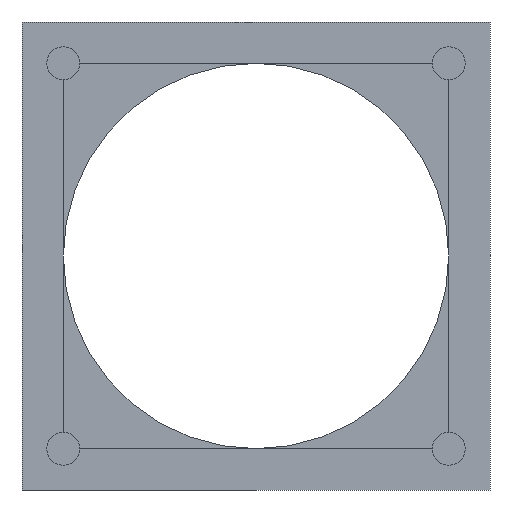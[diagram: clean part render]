
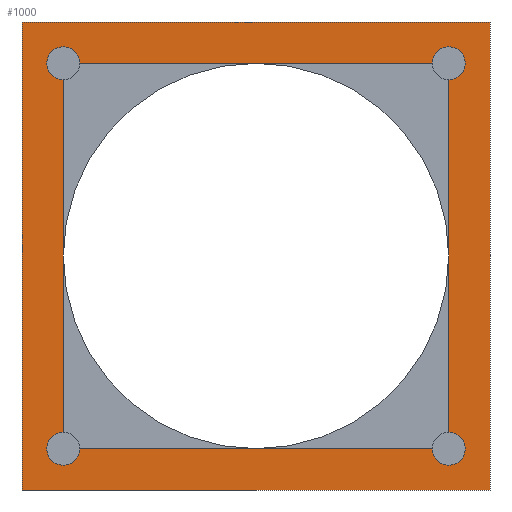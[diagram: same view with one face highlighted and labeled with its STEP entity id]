
A CAD part, front view. The second image highlights one B-rep face of the part: STEP entity #1000.
In plain terms, the highlighted planar face has unit normal (0, -1, 0).
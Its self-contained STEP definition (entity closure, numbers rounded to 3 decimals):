
#22 = LINE ( 'NONE', #675, #99 ) ;
#23 = CARTESIAN_POINT ( 'NONE',  ( -3.5, 0., 3.5 ) ) ;
#29 = VERTEX_POINT ( 'NONE', #784 ) ;
#36 = CIRCLE ( 'NONE', #462, 0.3 ) ;
#37 = DIRECTION ( 'NONE',  ( 0., -1., 0. ) ) ;
#40 = DIRECTION ( 'NONE',  ( 0., -1., 0. ) ) ;
#44 = CARTESIAN_POINT ( 'NONE',  ( 3.5, 0., 3.2 ) ) ;
#54 = DIRECTION ( 'NONE',  ( 0., -1., 0. ) ) ;
#67 = EDGE_LOOP ( 'NONE', ( #205, #717, #793, #1014, #680, #600, #400, #953, #195, #880, #194, #165 ) ) ;
#83 = CARTESIAN_POINT ( 'NONE',  ( 0., 0., -4.25 ) ) ;
#88 = EDGE_CURVE ( 'NONE', #978, #29, #115, .T. ) ;
#99 = VECTOR ( 'NONE', #517, 1000. ) ;
#101 = CARTESIAN_POINT ( 'NONE',  ( 0., 0., 4.25 ) ) ;
#114 = AXIS2_PLACEMENT_3D ( 'NONE', #662, #190, #275 ) ;
#115 = LINE ( 'NONE', #875, #577 ) ;
#117 = DIRECTION ( 'NONE',  ( 1., 0., 0. ) ) ;
#125 = CARTESIAN_POINT ( 'NONE',  ( -3.2, 0., -3.5 ) ) ;
#131 = CARTESIAN_POINT ( 'NONE',  ( -3.5, 0., -3.5 ) ) ;
#137 = DIRECTION ( 'NONE',  ( 0., -1., 0. ) ) ;
#138 = AXIS2_PLACEMENT_3D ( 'NONE', #990, #40, #525 ) ;
#143 = EDGE_CURVE ( 'NONE', #151, #866, #970, .T. ) ;
#144 = ORIENTED_EDGE ( 'NONE', *, *, #565, .F. ) ;
#151 = VERTEX_POINT ( 'NONE', #125 ) ;
#156 = VECTOR ( 'NONE', #374, 1000. ) ;
#157 = LINE ( 'NONE', #23, #535 ) ;
#165 = ORIENTED_EDGE ( 'NONE', *, *, #906, .F. ) ;
#168 = AXIS2_PLACEMENT_3D ( 'NONE', #649, #891, #184 ) ;
#170 = VECTOR ( 'NONE', #868, 1000. ) ;
#172 = AXIS2_PLACEMENT_3D ( 'NONE', #534, #137, #590 ) ;
#178 = CARTESIAN_POINT ( 'NONE',  ( -3.2, 0., 3.5 ) ) ;
#184 = DIRECTION ( 'NONE',  ( 0., 0., 1. ) ) ;
#187 = CIRCLE ( 'NONE', #114, 0.3 ) ;
#190 = DIRECTION ( 'NONE',  ( 0., -1., 0. ) ) ;
#194 = ORIENTED_EDGE ( 'NONE', *, *, #729, .F. ) ;
#195 = ORIENTED_EDGE ( 'NONE', *, *, #466, .F. ) ;
#205 = ORIENTED_EDGE ( 'NONE', *, *, #1015, .F. ) ;
#207 = EDGE_CURVE ( 'NONE', #978, #643, #594, .T. ) ;
#209 = VECTOR ( 'NONE', #480, 1000. ) ;
#222 = LINE ( 'NONE', #83, #170 ) ;
#225 = EDGE_CURVE ( 'NONE', #241, #961, #22, .T. ) ;
#241 = VERTEX_POINT ( 'NONE', #1010 ) ;
#251 = LINE ( 'NONE', #101, #521 ) ;
#273 = CARTESIAN_POINT ( 'NONE',  ( 4.25, 0., 4.25 ) ) ;
#275 = DIRECTION ( 'NONE',  ( 0., 0., 1. ) ) ;
#284 = AXIS2_PLACEMENT_3D ( 'NONE', #131, #54, #585 ) ;
#288 = CARTESIAN_POINT ( 'NONE',  ( 0., 0., 0. ) ) ;
#289 = DIRECTION ( 'NONE',  ( 1., 0., 0. ) ) ;
#295 = ORIENTED_EDGE ( 'NONE', *, *, #756, .T. ) ;
#311 = CARTESIAN_POINT ( 'NONE',  ( 3.5, 0., 3.8 ) ) ;
#321 = CARTESIAN_POINT ( 'NONE',  ( 3.5, 0., -3.5 ) ) ;
#329 = VERTEX_POINT ( 'NONE', #701 ) ;
#330 = AXIS2_PLACEMENT_3D ( 'NONE', #599, #373, #745 ) ;
#341 = CARTESIAN_POINT ( 'NONE',  ( -3.5, 0., -3.5 ) ) ;
#352 = EDGE_CURVE ( 'NONE', #439, #690, #883, .T. ) ;
#366 = EDGE_CURVE ( 'NONE', #643, #151, #36, .T. ) ;
#373 = DIRECTION ( 'NONE',  ( 0., -1., 0. ) ) ;
#374 = DIRECTION ( 'NONE',  ( 0., 0., 1. ) ) ;
#379 = VERTEX_POINT ( 'NONE', #803 ) ;
#400 = ORIENTED_EDGE ( 'NONE', *, *, #407, .F. ) ;
#407 = EDGE_CURVE ( 'NONE', #879, #379, #860, .T. ) ;
#408 = FACE_OUTER_BOUND ( 'NONE', #685, .T. ) ;
#409 = DIRECTION ( 'NONE',  ( 0., 0., 1. ) ) ;
#430 = VERTEX_POINT ( 'NONE', #737 ) ;
#438 = EDGE_CURVE ( 'NONE', #430, #961, #251, .T. ) ;
#439 = VERTEX_POINT ( 'NONE', #44 ) ;
#454 = DIRECTION ( 'NONE',  ( 0., 0., 1. ) ) ;
#462 = AXIS2_PLACEMENT_3D ( 'NONE', #341, #37, #812 ) ;
#464 = CIRCLE ( 'NONE', #138, 0.3 ) ;
#466 = EDGE_CURVE ( 'NONE', #690, #472, #648, .T. ) ;
#472 = VERTEX_POINT ( 'NONE', #533 ) ;
#480 = DIRECTION ( 'NONE',  ( 0., 0., 1. ) ) ;
#507 = DIRECTION ( 'NONE',  ( 1., 0., 0. ) ) ;
#515 = VERTEX_POINT ( 'NONE', #668 ) ;
#517 = DIRECTION ( 'NONE',  ( 0., 0., 1. ) ) ;
#521 = VECTOR ( 'NONE', #289, 1000. ) ;
#525 = DIRECTION ( 'NONE',  ( 0., 0., 1. ) ) ;
#527 = EDGE_CURVE ( 'NONE', #379, #29, #464, .T. ) ;
#530 = DIRECTION ( 'NONE',  ( 0., 1., 0. ) ) ;
#533 = CARTESIAN_POINT ( 'NONE',  ( 3.2, 0., 3.5 ) ) ;
#534 = CARTESIAN_POINT ( 'NONE',  ( 3.5, 0., -3.5 ) ) ;
#535 = VECTOR ( 'NONE', #507, 1000. ) ;
#565 = EDGE_CURVE ( 'NONE', #329, #430, #968, .T. ) ;
#577 = VECTOR ( 'NONE', #409, 1000. ) ;
#585 = DIRECTION ( 'NONE',  ( 0., 0., 1. ) ) ;
#590 = DIRECTION ( 'NONE',  ( 0., 0., 1. ) ) ;
#592 = DIRECTION ( 'NONE',  ( 0., 0., 1. ) ) ;
#594 = CIRCLE ( 'NONE', #284, 0.3 ) ;
#596 = CARTESIAN_POINT ( 'NONE',  ( -4.25, 0., 0. ) ) ;
#599 = CARTESIAN_POINT ( 'NONE',  ( 3.5, 0., 3.5 ) ) ;
#600 = ORIENTED_EDGE ( 'NONE', *, *, #527, .F. ) ;
#629 = AXIS2_PLACEMENT_3D ( 'NONE', #288, #530, #454 ) ;
#636 = CARTESIAN_POINT ( 'NONE',  ( 3.2, 0., -3.5 ) ) ;
#643 = VERTEX_POINT ( 'NONE', #856 ) ;
#648 = CIRCLE ( 'NONE', #762, 0.3 ) ;
#649 = CARTESIAN_POINT ( 'NONE',  ( -3.5, 0., 3.5 ) ) ;
#662 = CARTESIAN_POINT ( 'NONE',  ( 3.5, 0., -3.5 ) ) ;
#668 = CARTESIAN_POINT ( 'NONE',  ( 3.5, 0., -3.8 ) ) ;
#672 = DIRECTION ( 'NONE',  ( 0., -1., 0. ) ) ;
#675 = CARTESIAN_POINT ( 'NONE',  ( 4.25, 0., 0. ) ) ;
#680 = ORIENTED_EDGE ( 'NONE', *, *, #88, .T. ) ;
#685 = EDGE_LOOP ( 'NONE', ( #738, #791, #144, #295 ) ) ;
#690 = VERTEX_POINT ( 'NONE', #311 ) ;
#698 = CARTESIAN_POINT ( 'NONE',  ( 3.5, 0., -3.2 ) ) ;
#701 = CARTESIAN_POINT ( 'NONE',  ( -4.25, 0., -4.25 ) ) ;
#717 = ORIENTED_EDGE ( 'NONE', *, *, #143, .F. ) ;
#729 = EDGE_CURVE ( 'NONE', #790, #439, #796, .T. ) ;
#737 = CARTESIAN_POINT ( 'NONE',  ( -4.25, 0., 4.25 ) ) ;
#738 = ORIENTED_EDGE ( 'NONE', *, *, #225, .T. ) ;
#745 = DIRECTION ( 'NONE',  ( 0., 0., 1. ) ) ;
#748 = PLANE ( 'NONE',  #629 ) ;
#756 = EDGE_CURVE ( 'NONE', #329, #241, #222, .T. ) ;
#762 = AXIS2_PLACEMENT_3D ( 'NONE', #825, #672, #592 ) ;
#781 = CIRCLE ( 'NONE', #172, 0.3 ) ;
#784 = CARTESIAN_POINT ( 'NONE',  ( -3.5, 0., 3.2 ) ) ;
#790 = VERTEX_POINT ( 'NONE', #698 ) ;
#791 = ORIENTED_EDGE ( 'NONE', *, *, #438, .F. ) ;
#793 = ORIENTED_EDGE ( 'NONE', *, *, #366, .F. ) ;
#796 = LINE ( 'NONE', #321, #209 ) ;
#803 = CARTESIAN_POINT ( 'NONE',  ( -3.5, 0., 3.8 ) ) ;
#808 = FACE_BOUND ( 'NONE', #67, .T. ) ;
#812 = DIRECTION ( 'NONE',  ( 0., 0., 1. ) ) ;
#816 = CARTESIAN_POINT ( 'NONE',  ( -3.5, 0., -3.2 ) ) ;
#822 = VECTOR ( 'NONE', #117, 1000. ) ;
#825 = CARTESIAN_POINT ( 'NONE',  ( 3.5, 0., 3.5 ) ) ;
#835 = CARTESIAN_POINT ( 'NONE',  ( -3.5, 0., -3.5 ) ) ;
#856 = CARTESIAN_POINT ( 'NONE',  ( -3.5, 0., -3.8 ) ) ;
#860 = CIRCLE ( 'NONE', #168, 0.3 ) ;
#866 = VERTEX_POINT ( 'NONE', #636 ) ;
#868 = DIRECTION ( 'NONE',  ( 1., 0., 0. ) ) ;
#875 = CARTESIAN_POINT ( 'NONE',  ( -3.5, 0., -3.5 ) ) ;
#879 = VERTEX_POINT ( 'NONE', #178 ) ;
#880 = ORIENTED_EDGE ( 'NONE', *, *, #352, .F. ) ;
#883 = CIRCLE ( 'NONE', #330, 0.3 ) ;
#891 = DIRECTION ( 'NONE',  ( 0., -1., 0. ) ) ;
#906 = EDGE_CURVE ( 'NONE', #515, #790, #187, .T. ) ;
#953 = ORIENTED_EDGE ( 'NONE', *, *, #984, .T. ) ;
#961 = VERTEX_POINT ( 'NONE', #273 ) ;
#968 = LINE ( 'NONE', #596, #156 ) ;
#970 = LINE ( 'NONE', #835, #822 ) ;
#978 = VERTEX_POINT ( 'NONE', #816 ) ;
#984 = EDGE_CURVE ( 'NONE', #879, #472, #157, .T. ) ;
#990 = CARTESIAN_POINT ( 'NONE',  ( -3.5, 0., 3.5 ) ) ;
#1000 = ADVANCED_FACE ( 'NONE', ( #808, #408 ), #748, .F. ) ;
#1010 = CARTESIAN_POINT ( 'NONE',  ( 4.25, 0., -4.25 ) ) ;
#1014 = ORIENTED_EDGE ( 'NONE', *, *, #207, .F. ) ;
#1015 = EDGE_CURVE ( 'NONE', #866, #515, #781, .T. ) ;
